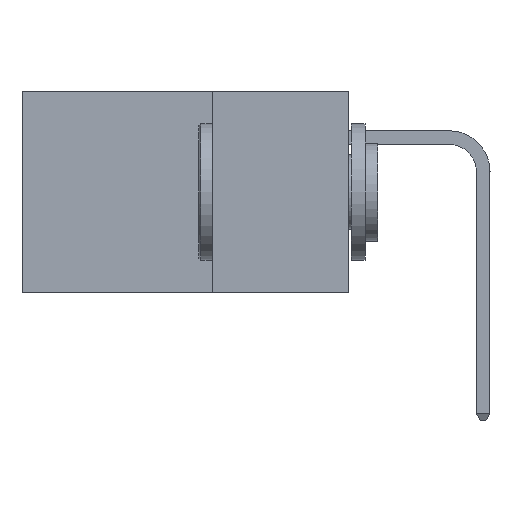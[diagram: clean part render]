
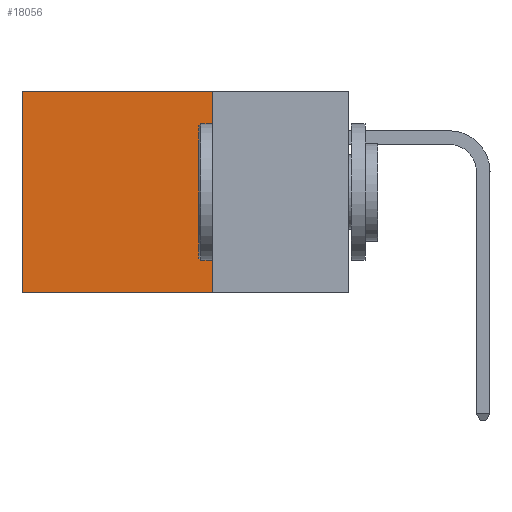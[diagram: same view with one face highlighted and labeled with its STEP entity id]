
A CAD part, left-side view. The second image highlights one B-rep face of the part: STEP entity #18056.
In plain terms, the highlighted planar face has unit normal (-1, 0, 0).
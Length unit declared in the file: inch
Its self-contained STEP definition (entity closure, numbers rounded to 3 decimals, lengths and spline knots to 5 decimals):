
#1315 = CARTESIAN_POINT ( 'NONE',  ( 0.2875, 0.6, 0. ) ) ;
#1434 = VECTOR ( 'NONE', #38552, 39.37008 ) ;
#1444 = CARTESIAN_POINT ( 'NONE',  ( 0.2875, 0.25, -0.37 ) ) ;
#3068 = VECTOR ( 'NONE', #15826, 39.37008 ) ;
#4419 = ORIENTED_EDGE ( 'NONE', *, *, #44453, .F. ) ;
#5380 = VECTOR ( 'NONE', #8908, 39.37008 ) ;
#5938 = VECTOR ( 'NONE', #43286, 39.37008 ) ;
#8292 = LINE ( 'NONE', #32051, #5938 ) ;
#8908 = DIRECTION ( 'NONE',  ( 0., 0., -1. ) ) ;
#11250 = CARTESIAN_POINT ( 'NONE',  ( 0.2875, 0.25, 0. ) ) ;
#12701 = CARTESIAN_POINT ( 'NONE',  ( 0.2875, 0.25, 0. ) ) ;
#13847 = EDGE_CURVE ( 'NONE', #20591, #25419, #40493, .T. ) ;
#14307 = CARTESIAN_POINT ( 'NONE',  ( 0.2875, 0.6, 0. ) ) ;
#14907 = ORIENTED_EDGE ( 'NONE', *, *, #30848, .T. ) ;
#15693 = ORIENTED_EDGE ( 'NONE', *, *, #13847, .F. ) ;
#15826 = DIRECTION ( 'NONE',  ( 0., 0., -1. ) ) ;
#18056 = ADVANCED_FACE ( 'NONE', ( #38860 ), #46150, .F. ) ;
#18386 = VERTEX_POINT ( 'NONE', #36025 ) ;
#20388 = CARTESIAN_POINT ( 'NONE',  ( 0.2875, 0.25, -0.37 ) ) ;
#20550 = LINE ( 'NONE', #1315, #5380 ) ;
#20591 = VERTEX_POINT ( 'NONE', #11250 ) ;
#23775 = DIRECTION ( 'NONE',  ( 1., 0., 0. ) ) ;
#25419 = VERTEX_POINT ( 'NONE', #20388 ) ;
#30848 = EDGE_CURVE ( 'NONE', #20591, #43571, #8292, .T. ) ;
#31328 = DIRECTION ( 'NONE',  ( 0., 0., -1. ) ) ;
#32051 = CARTESIAN_POINT ( 'NONE',  ( 0.2875, 0.25, 0. ) ) ;
#34290 = CARTESIAN_POINT ( 'NONE',  ( 0.2875, 0.25, 0. ) ) ;
#36025 = CARTESIAN_POINT ( 'NONE',  ( 0.2875, 0.6, -0.37 ) ) ;
#37025 = AXIS2_PLACEMENT_3D ( 'NONE', #12701, #23775, #31328 ) ;
#38552 = DIRECTION ( 'NONE',  ( 0., 1., 0. ) ) ;
#38860 = FACE_OUTER_BOUND ( 'NONE', #41182, .T. ) ;
#40493 = LINE ( 'NONE', #34290, #3068 ) ;
#41182 = EDGE_LOOP ( 'NONE', ( #48324, #4419, #15693, #14907 ) ) ;
#43286 = DIRECTION ( 'NONE',  ( 0., 1., 0. ) ) ;
#43552 = LINE ( 'NONE', #1444, #1434 ) ;
#43571 = VERTEX_POINT ( 'NONE', #14307 ) ;
#44453 = EDGE_CURVE ( 'NONE', #25419, #18386, #43552, .T. ) ;
#45808 = EDGE_CURVE ( 'NONE', #43571, #18386, #20550, .T. ) ;
#46150 = PLANE ( 'NONE',  #37025 ) ;
#48324 = ORIENTED_EDGE ( 'NONE', *, *, #45808, .T. ) ;
